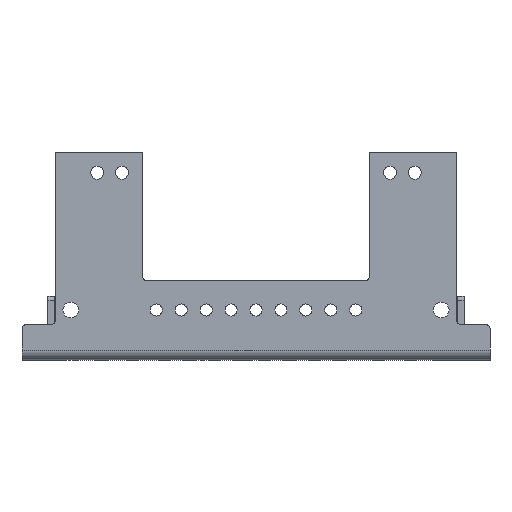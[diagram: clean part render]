
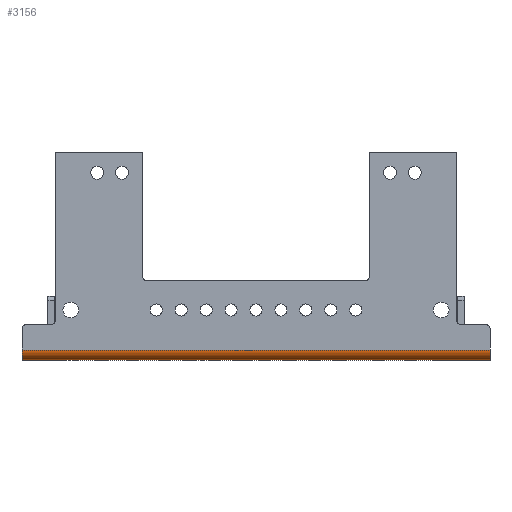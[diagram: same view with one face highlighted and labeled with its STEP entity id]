
A CAD part, left-side view. The second image highlights one B-rep face of the part: STEP entity #3156.
In plain terms, the highlighted cylindrical face has radius 2.4 mm (diameter 4.8 mm), a partial arc.
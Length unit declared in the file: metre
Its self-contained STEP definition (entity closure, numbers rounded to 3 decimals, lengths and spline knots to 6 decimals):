
#77=CYLINDRICAL_SURFACE('',#3473,0.0024);
#243=CIRCLE('',#3469,0.0024);
#245=CIRCLE('',#3472,0.0024);
#844=ORIENTED_EDGE('',*,*,#1411,.F.);
#845=ORIENTED_EDGE('',*,*,#1400,.F.);
#846=ORIENTED_EDGE('',*,*,#1409,.T.);
#847=ORIENTED_EDGE('',*,*,#1150,.T.);
#1150=EDGE_CURVE('',#1563,#1562,#1864,.T.);
#1400=EDGE_CURVE('',#1697,#1703,#1992,.T.);
#1409=EDGE_CURVE('',#1697,#1563,#243,.T.);
#1411=EDGE_CURVE('',#1703,#1562,#245,.T.);
#1562=VERTEX_POINT('',#4589);
#1563=VERTEX_POINT('',#4591);
#1697=VERTEX_POINT('',#4972);
#1703=VERTEX_POINT('',#4985);
#1864=LINE('',#4590,#2076);
#1992=LINE('',#5129,#2204);
#2076=VECTOR('',#3627,1.);
#2204=VECTOR('',#4187,1.);
#2513=EDGE_LOOP('',(#844,#845,#846,#847));
#2865=FACE_BOUND('',#2513,.T.);
#3156=ADVANCED_FACE('',(#2865),#77,.T.);
#3469=AXIS2_PLACEMENT_3D('',#5146,#4219,#4220);
#3472=AXIS2_PLACEMENT_3D('',#5149,#4225,#4226);
#3473=AXIS2_PLACEMENT_3D('',#5150,#4227,#4228);
#3627=DIRECTION('',(0.,-1.,0.));
#4187=DIRECTION('',(0.,-1.,0.));
#4219=DIRECTION('',(0.,-1.,0.));
#4220=DIRECTION('',(-1.,0.,0.));
#4225=DIRECTION('',(0.,-1.,0.));
#4226=DIRECTION('',(-1.,0.,0.));
#4227=DIRECTION('',(0.,-1.,0.));
#4228=DIRECTION('',(0.,0.,-1.));
#4589=CARTESIAN_POINT('',(-0.0476,-0.05625,0.));
#4590=CARTESIAN_POINT('',(-0.0476,0.05625,0.));
#4591=CARTESIAN_POINT('',(-0.0476,0.05625,0.));
#4972=CARTESIAN_POINT('',(-0.05,0.05625,0.0024));
#4985=CARTESIAN_POINT('',(-0.05,-0.05625,0.0024));
#5129=CARTESIAN_POINT('',(-0.05,0.05625,0.0024));
#5146=CARTESIAN_POINT('',(-0.0476,0.05625,0.0024));
#5149=CARTESIAN_POINT('',(-0.0476,-0.05625,0.0024));
#5150=CARTESIAN_POINT('',(-0.0476,0.05625,0.0024));
